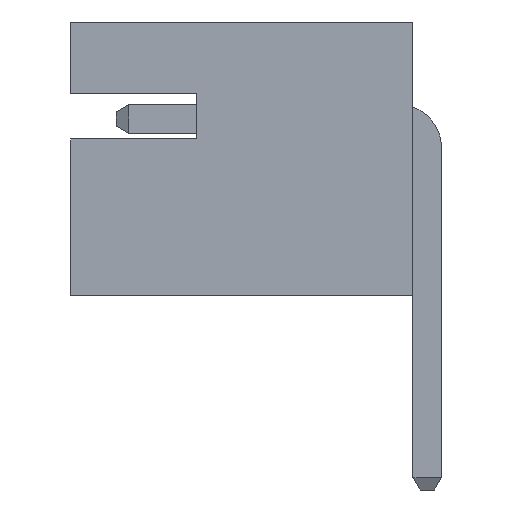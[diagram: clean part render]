
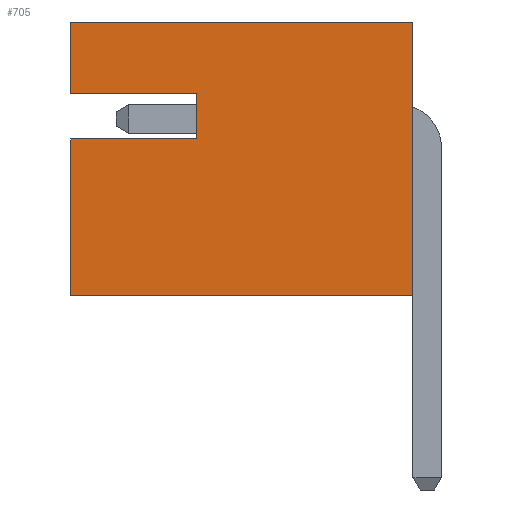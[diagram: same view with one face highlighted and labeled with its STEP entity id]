
A CAD part, left-side view. The second image highlights one B-rep face of the part: STEP entity #705.
In plain terms, the highlighted planar face has unit normal (-1, 0, 0).
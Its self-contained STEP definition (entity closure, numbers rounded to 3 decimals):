
#705=ADVANCED_FACE('',(#1464),#1466,.T.);
#1464=FACE_BOUND('',#1465,.T.);
#1465=EDGE_LOOP('',(#2090,#2091,#2092,#2093,#2094,#2095,#2096,#2097));
#1466=PLANE('',#1467);
#1467=AXIS2_PLACEMENT_3D('',#1468,#1469,#1470);
#1468=CARTESIAN_POINT('',(-16.,0.25,0.));
#1469=DIRECTION('',(-1.,0.,0.));
#1470=DIRECTION('',(0.,0.,1.));
#2090=ORIENTED_EDGE('',*,*,#2515,.T.);
#2091=ORIENTED_EDGE('',*,*,#2516,.T.);
#2092=ORIENTED_EDGE('',*,*,#2517,.F.);
#2093=ORIENTED_EDGE('',*,*,#2460,.F.);
#2094=ORIENTED_EDGE('',*,*,#2495,.T.);
#2095=ORIENTED_EDGE('',*,*,#2508,.T.);
#2096=ORIENTED_EDGE('',*,*,#2518,.F.);
#2097=ORIENTED_EDGE('',*,*,#2519,.T.);
#2460=EDGE_CURVE('',#2796,#2798,#2799,.T.);
#2495=EDGE_CURVE('',#2796,#2844,#2846,.T.);
#2508=EDGE_CURVE('',#2844,#2869,#2871,.T.);
#2515=EDGE_CURVE('',#2882,#2883,#2884,.F.);
#2516=EDGE_CURVE('',#2883,#2885,#2886,.F.);
#2517=EDGE_CURVE('',#2798,#2885,#2887,.T.);
#2518=EDGE_CURVE('',#2888,#2869,#2889,.T.);
#2519=EDGE_CURVE('',#2888,#2882,#2890,.F.);
#2796=VERTEX_POINT('',#3403);
#2798=VERTEX_POINT('',#3407);
#2799=LINE('',#3408,#3409);
#2844=VERTEX_POINT('',#3521);
#2846=LINE('',#3525,#3526);
#2869=VERTEX_POINT('',#3572);
#2871=LINE('',#3576,#3577);
#2882=VERTEX_POINT('',#3601);
#2883=VERTEX_POINT('',#3602);
#2884=LINE('',#3603,#3604);
#2885=VERTEX_POINT('',#3606);
#2886=LINE('',#3607,#3608);
#2887=LINE('',#3610,#3611);
#2888=VERTEX_POINT('',#3613);
#2889=LINE('',#3614,#3615);
#2890=LINE('',#3617,#3618);
#3403=CARTESIAN_POINT('',(-16.,0.25,0.));
#3407=CARTESIAN_POINT('',(-16.,6.25,0.));
#3408=CARTESIAN_POINT('',(-16.,0.25,0.));
#3409=VECTOR('',#3410,1.);
#3410=DIRECTION('',(0.,1.,0.));
#3521=CARTESIAN_POINT('',(-16.,0.25,4.8));
#3525=CARTESIAN_POINT('',(-16.,0.25,0.));
#3526=VECTOR('',#3527,1.);
#3527=DIRECTION('',(0.,0.,1.));
#3572=CARTESIAN_POINT('',(-16.,6.25,4.8));
#3576=CARTESIAN_POINT('',(-16.,0.25,4.8));
#3577=VECTOR('',#3578,1.);
#3578=DIRECTION('',(0.,1.,0.));
#3601=CARTESIAN_POINT('',(-16.,4.05,3.55));
#3602=CARTESIAN_POINT('',(-16.,4.05,2.75));
#3603=CARTESIAN_POINT('',(-16.,4.05,2.75));
#3604=VECTOR('',#3605,1.);
#3605=DIRECTION('',(0.,0.,1.));
#3606=CARTESIAN_POINT('',(-16.,6.25,2.75));
#3607=CARTESIAN_POINT('',(-16.,6.25,2.75));
#3608=VECTOR('',#3609,1.);
#3609=DIRECTION('',(0.,-1.,0.));
#3610=CARTESIAN_POINT('',(-16.,6.25,0.));
#3611=VECTOR('',#3612,1.);
#3612=DIRECTION('',(0.,0.,1.));
#3613=CARTESIAN_POINT('',(-16.,6.25,3.55));
#3614=CARTESIAN_POINT('',(-16.,6.25,3.55));
#3615=VECTOR('',#3616,1.);
#3616=DIRECTION('',(0.,0.,1.));
#3617=CARTESIAN_POINT('',(-16.,4.05,3.55));
#3618=VECTOR('',#3619,1.);
#3619=DIRECTION('',(0.,1.,0.));
